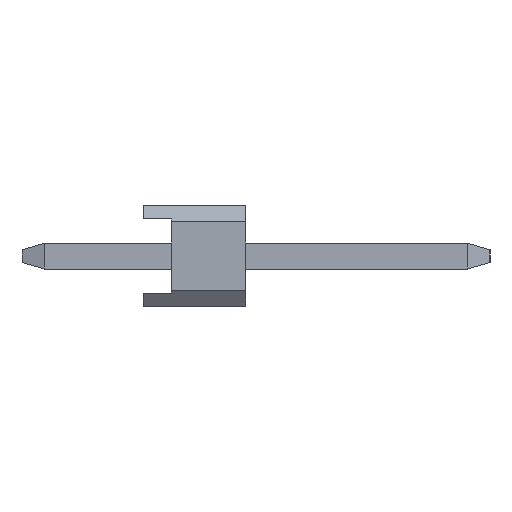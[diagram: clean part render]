
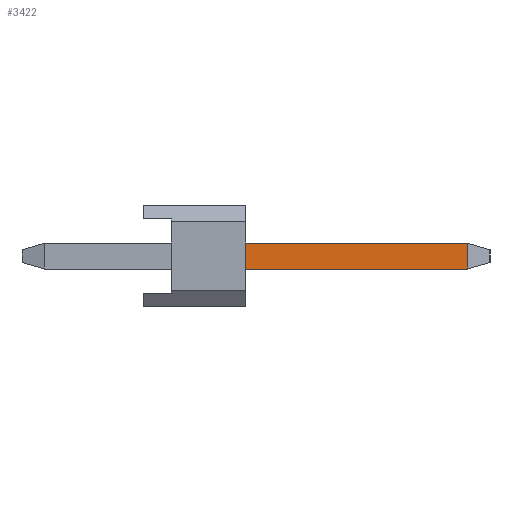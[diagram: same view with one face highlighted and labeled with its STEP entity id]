
A CAD part, left-side view. The second image highlights one B-rep face of the part: STEP entity #3422.
In plain terms, the highlighted planar face has unit normal (-1, 0, 0).
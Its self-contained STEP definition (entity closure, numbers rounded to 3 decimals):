
#2688=VERTEX_POINT('',#7336);
#2760=EDGE_CURVE('',#3498,#2688,#7414,.T.);
#3280=EDGE_CURVE('',#2688,#6240,#7998,.T.);
#3422=ADVANCED_FACE('',(#8153),#8154,.T.);
#3498=VERTEX_POINT('',#8240);
#4606=VERTEX_POINT('',#9461);
#5748=EDGE_CURVE('',#4606,#3498,#10722,.T.);
#6010=EDGE_CURVE('',#6240,#4606,#11010,.T.);
#6240=VERTEX_POINT('',#11264);
#7336=CARTESIAN_POINT('',(-18.1,-8.054,-0.32));
#7414=LINE('',#12728,#12729);
#7998=LINE('',#13590,#13591);
#8153=FACE_OUTER_BOUND('',#13808,.T.);
#8154=PLANE('',#13809);
#8240=CARTESIAN_POINT('',(-18.1,-8.054,0.32));
#9461=CARTESIAN_POINT('',(-18.1,-2.54,0.32));
#10722=LINE('',#17518,#17519);
#11010=LINE('',#17932,#17933);
#11264=CARTESIAN_POINT('',(-18.1,-2.54,-0.32));
#12728=CARTESIAN_POINT('',(-18.1,-8.054,0.5));
#12729=VECTOR('',#19795,1.0);
#13590=CARTESIAN_POINT('',(-18.1,2.454,-0.32));
#13591=VECTOR('',#20514,1.0);
#13808=EDGE_LOOP('',(#20655,#20656,#20657,#20658));
#13809=AXIS2_PLACEMENT_3D('',#20659,#20660,#20661);
#17518=CARTESIAN_POINT('',(-18.1,-2.8,0.32));
#17519=VECTOR('',#23272,1.0);
#17932=CARTESIAN_POINT('',(-18.1,-2.54,0.252));
#17933=VECTOR('',#23553,1.0);
#19795=DIRECTION('',(0.0,0.,-1.0));
#20514=DIRECTION('',(0.,1.0,0.));
#20655=ORIENTED_EDGE('',*,*,#6010,.F.);
#20656=ORIENTED_EDGE('',*,*,#3280,.F.);
#20657=ORIENTED_EDGE('',*,*,#2760,.F.);
#20658=ORIENTED_EDGE('',*,*,#5748,.F.);
#20659=CARTESIAN_POINT('',(-18.1,2.454,0.5));
#20660=DIRECTION('',(-1.0,0.,0.));
#20661=DIRECTION('',(0.,1.0,0.));
#23272=DIRECTION('',(0.,-1.0,0.));
#23553=DIRECTION('',(0.,0.,1.0));
